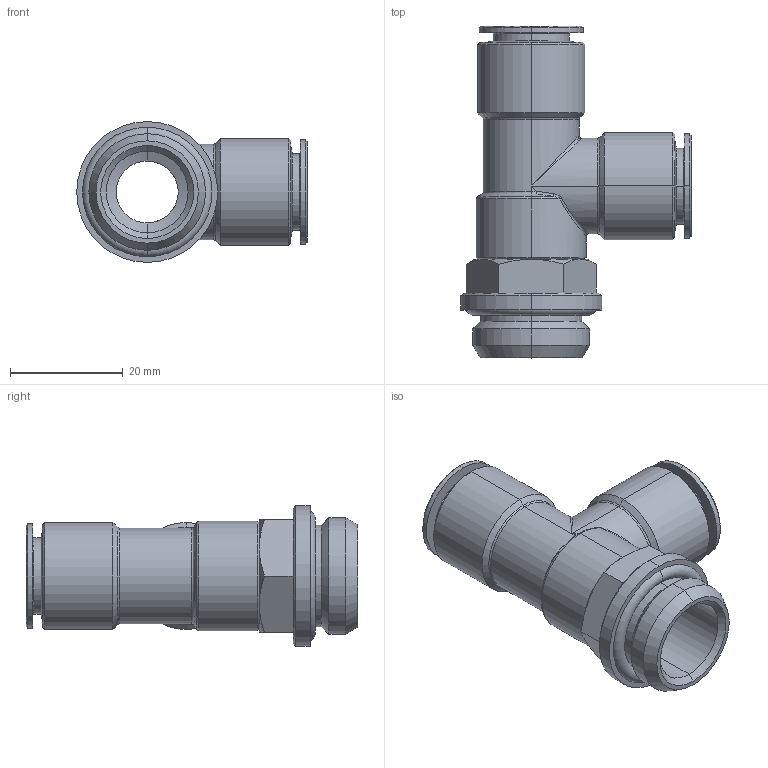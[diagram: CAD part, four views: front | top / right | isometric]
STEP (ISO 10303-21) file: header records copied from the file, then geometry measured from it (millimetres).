
FILE_DESCRIPTION (( 'STEP AP203' ), '1' );
FILE_NAME ('A0140064.STEP', '2009-11-27T15:19:34', ( 'Gabriele' ), ( 'C.Matic srl' ), 'SwSTEP 2.0', 'SolidWorks 2009', '' );
FILE_SCHEMA (( 'CONFIG_CONTROL_DESIGN' ));
Length unit declared in the file: millimetre
Products named in the file (1): A0140064
Bounding box: 40.9 x 58.9 x 25 mm (x, y, z)
Volume: 12516.3 mm3; surface area: 9047.6 mm2
Topology: 1 solids, 1 shells, 127 faces, 268 edges, 146 vertices
Faces by surface type: cone 49, cylinder 37, plane 17, torus 12, bspline 8, sphere 4
Entity records: 4378 total; most frequent: CARTESIAN_POINT 1603, DIRECTION 616, ORIENTED_EDGE 528, EDGE_CURVE 264, AXIS2_PLACEMENT_3D 262, VERTEX_POINT 146, CIRCLE 142, EDGE_LOOP 138
